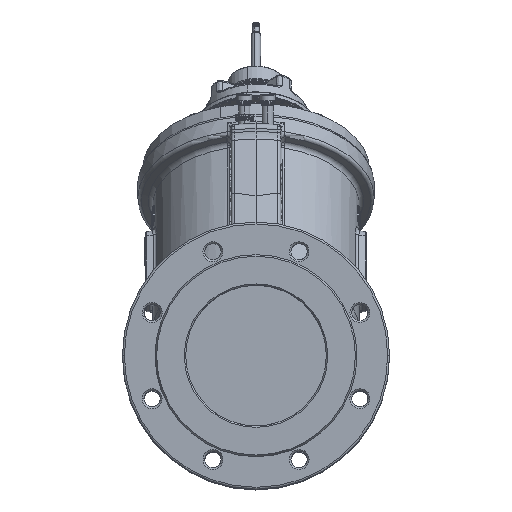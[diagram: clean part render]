
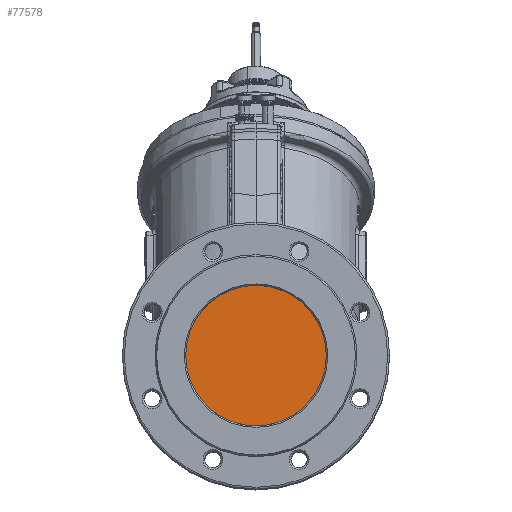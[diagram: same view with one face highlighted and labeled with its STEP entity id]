
A CAD part, top view. The second image highlights one B-rep face of the part: STEP entity #77578.
In plain terms, the highlighted planar face has unit normal (0, 0, 1).
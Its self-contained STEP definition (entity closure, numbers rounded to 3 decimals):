
#1886 = AXIS2_PLACEMENT_3D ( 'NONE', #174002, #37638, #146272 ) ;
#5205 = VERTEX_POINT ( 'NONE', #24998 ) ;
#10392 = EDGE_LOOP ( 'NONE', ( #113735, #113218 ) ) ;
#24998 = CARTESIAN_POINT ( 'NONE',  ( 74.977, 0., -1.5 ) ) ;
#34695 = CIRCLE ( 'NONE', #188484, 74.977 ) ;
#37638 = DIRECTION ( 'NONE',  ( 0., 0., 1. ) ) ;
#69247 = DIRECTION ( 'NONE',  ( 1., 0., 0. ) ) ;
#77112 = CIRCLE ( 'NONE', #1886, 74.977 ) ;
#77578 = ADVANCED_FACE ( 'NONE', ( #182506 ), #116898, .F. ) ;
#87944 = EDGE_CURVE ( 'NONE', #5205, #194451, #77112, .T. ) ;
#101020 = CARTESIAN_POINT ( 'NONE',  ( -74.977, 0., -1.5 ) ) ;
#113218 = ORIENTED_EDGE ( 'NONE', *, *, #169684, .T. ) ;
#113735 = ORIENTED_EDGE ( 'NONE', *, *, #87944, .T. ) ;
#115887 = DIRECTION ( 'NONE',  ( 0., 0., -1. ) ) ;
#116898 = PLANE ( 'NONE',  #147854 ) ;
#131788 = CARTESIAN_POINT ( 'NONE',  ( 0., 0., -1.5 ) ) ;
#146272 = DIRECTION ( 'NONE',  ( 1., 0., 0. ) ) ;
#147854 = AXIS2_PLACEMENT_3D ( 'NONE', #179485, #115887, #178465 ) ;
#162566 = DIRECTION ( 'NONE',  ( 0., 0., 1. ) ) ;
#169684 = EDGE_CURVE ( 'NONE', #194451, #5205, #34695, .T. ) ;
#174002 = CARTESIAN_POINT ( 'NONE',  ( 0., 0., -1.5 ) ) ;
#178465 = DIRECTION ( 'NONE',  ( -1., 0., 0. ) ) ;
#179485 = CARTESIAN_POINT ( 'NONE',  ( 0., 0., -1.5 ) ) ;
#182506 = FACE_OUTER_BOUND ( 'NONE', #10392, .T. ) ;
#188484 = AXIS2_PLACEMENT_3D ( 'NONE', #131788, #162566, #69247 ) ;
#194451 = VERTEX_POINT ( 'NONE', #101020 ) ;
